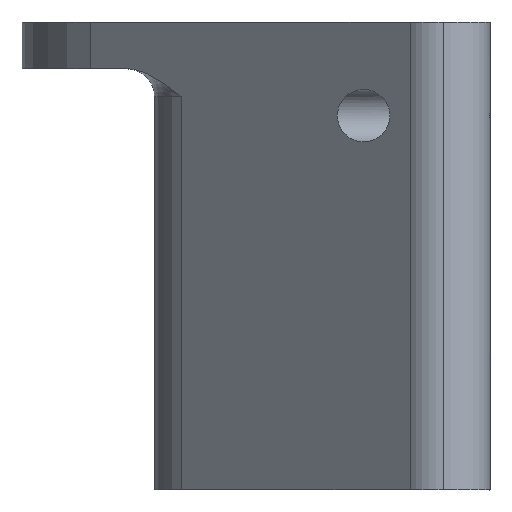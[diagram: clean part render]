
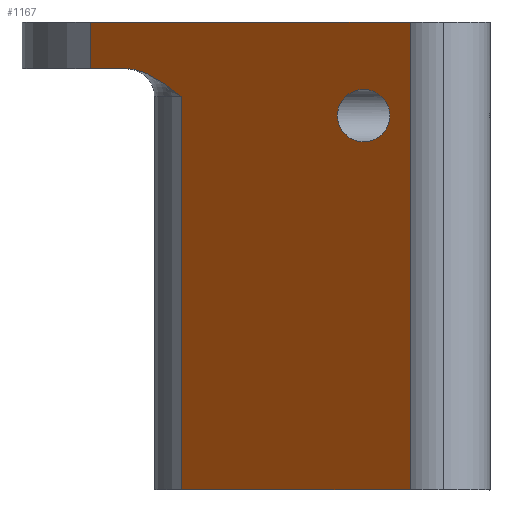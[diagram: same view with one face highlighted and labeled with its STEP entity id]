
A CAD part, left-side view. The second image highlights one B-rep face of the part: STEP entity #1167.
In plain terms, the highlighted planar face has unit normal (-0.707, 0.707, 0).
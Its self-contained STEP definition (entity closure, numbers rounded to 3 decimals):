
#66 = ORIENTED_EDGE ( 'NONE', *, *, #987, .T. ) ;
#116 = CARTESIAN_POINT ( 'NONE',  ( -31.322, 42.678, 24. ) ) ;
#121 = CARTESIAN_POINT ( 'NONE',  ( -41.071, 32.929, -21. ) ) ;
#168 = CARTESIAN_POINT ( 'NONE',  ( -60.5, 13.5, 21.8 ) ) ;
#191 = VERTEX_POINT ( 'NONE', #1085 ) ;
#280 = CARTESIAN_POINT ( 'NONE',  ( -41.071, 32.929, 21. ) ) ;
#301 = CARTESIAN_POINT ( 'NONE',  ( -39.228, 34.772, 22.431 ) ) ;
#306 = LINE ( 'NONE', #116, #1604 ) ;
#326 = ORIENTED_EDGE ( 'NONE', *, *, #673, .T. ) ;
#352 = DIRECTION ( 'NONE',  ( -0.707, -0.707, 0. ) ) ;
#366 = LINE ( 'NONE', #490, #1853 ) ;
#381 = ORIENTED_EDGE ( 'NONE', *, *, #407, .T. ) ;
#407 = EDGE_CURVE ( 'NONE', #931, #1027, #1190, .T. ) ;
#408 = EDGE_LOOP ( 'NONE', ( #751, #326, #486, #66, #381, #1394, #1172 ) ) ;
#433 = FACE_OUTER_BOUND ( 'NONE', #408, .T. ) ;
#435 = CARTESIAN_POINT ( 'NONE',  ( -37.015, 36.985, 23.62 ) ) ;
#440 = PLANE ( 'NONE',  #1893 ) ;
#475 = LINE ( 'NONE', #1589, #1074 ) ;
#486 = ORIENTED_EDGE ( 'NONE', *, *, #1162, .T. ) ;
#490 = CARTESIAN_POINT ( 'NONE',  ( -74., 0., 29. ) ) ;
#507 = CARTESIAN_POINT ( 'NONE',  ( -60.5, 13.5, 16.2 ) ) ;
#518 = VERTEX_POINT ( 'NONE', #707 ) ;
#521 = EDGE_CURVE ( 'NONE', #1420, #1027, #539, .T. ) ;
#535 = ORIENTED_EDGE ( 'NONE', *, *, #1119, .F. ) ;
#539 = LINE ( 'NONE', #886, #1902 ) ;
#589 = CARTESIAN_POINT ( 'NONE',  ( -35.197, 38.803, 24. ) ) ;
#673 = EDGE_CURVE ( 'NONE', #191, #1470, #306, .T. ) ;
#707 = CARTESIAN_POINT ( 'NONE',  ( -65.464, 8.536, 29. ) ) ;
#733 = CARTESIAN_POINT ( 'NONE',  ( -31.322, 42.678, 24. ) ) ;
#739 = EDGE_CURVE ( 'NONE', #1420, #518, #475, .T. ) ;
#751 = ORIENTED_EDGE ( 'NONE', *, *, #1825, .F. ) ;
#783 = CARTESIAN_POINT ( 'NONE',  ( -41.071, 32.929, 21. ) ) ;
#794 = CARTESIAN_POINT ( 'NONE',  ( -54.9, 19.1, 21.8 ) ) ;
#808 = DIRECTION ( 'NONE',  ( 0., 0., 1. ) ) ;
#880 = DIRECTION ( 'NONE',  ( 0.707, -0.707, 0. ) ) ;
#886 = CARTESIAN_POINT ( 'NONE',  ( -74., 0., -21. ) ) ;
#904 = FACE_BOUND ( 'NONE', #1806, .T. ) ;
#931 = VERTEX_POINT ( 'NONE', #280 ) ;
#935 = VECTOR ( 'NONE', #352, 1000. ) ;
#942 = CARTESIAN_POINT ( 'NONE',  ( -60.5, 13.5, 16.2 ) ) ;
#948 = CARTESIAN_POINT ( 'NONE',  ( -60.5, 13.5, 21.8 ) ) ;
#984 = CARTESIAN_POINT ( 'NONE',  ( -60.5, 13.5, 21.8 ) ) ;
#987 = EDGE_CURVE ( 'NONE', #1459, #931, #1859, .T. ) ;
#1027 = VERTEX_POINT ( 'NONE', #121 ) ;
#1074 = VECTOR ( 'NONE', #808, 1000. ) ;
#1077 = CARTESIAN_POINT ( 'NONE',  ( -38.015, 35.985, 23.14 ) ) ;
#1085 = CARTESIAN_POINT ( 'NONE',  ( -31.322, 42.678, 29. ) ) ;
#1086 = CARTESIAN_POINT ( 'NONE',  ( -54.9, 19.1, 16.2 ) ) ;
#1119 = EDGE_CURVE ( 'NONE', #1776, #1863, #1249, .T. ) ;
#1162 = EDGE_CURVE ( 'NONE', #1470, #1459, #1752, .T. ) ;
#1167 = ADVANCED_FACE ( 'NONE', ( #433, #904 ), #440, .F. ) ;
#1172 = ORIENTED_EDGE ( 'NONE', *, *, #739, .T. ) ;
#1184 = CARTESIAN_POINT ( 'NONE',  ( -37.27, 36.73, 23.513 ) ) ;
#1190 = LINE ( 'NONE', #1999, #1865 ) ;
#1212 = CARTESIAN_POINT ( 'NONE',  ( -35.729, 38.271, 24. ) ) ;
#1226 = DIRECTION ( 'NONE',  ( 0., 0., -1. ) ) ;
#1249 =( BOUNDED_CURVE ( )  B_SPLINE_CURVE ( 3, ( #507, #1980, #1293, #948 ),
 .UNSPECIFIED., .F., .T. ) 
 B_SPLINE_CURVE_WITH_KNOTS ( ( 4, 4 ),
 ( 1.571, 4.712 ),
 .UNSPECIFIED. ) 
 CURVE ( )  GEOMETRIC_REPRESENTATION_ITEM ( )  RATIONAL_B_SPLINE_CURVE ( ( 1., 0.333, 0.333, 1. ) ) 
 REPRESENTATION_ITEM ( '' )  );
#1254 = CARTESIAN_POINT ( 'NONE',  ( -60.5, 13.5, 16.2 ) ) ;
#1293 = CARTESIAN_POINT ( 'NONE',  ( -66.1, 7.9, 21.8 ) ) ;
#1339 = ORIENTED_EDGE ( 'NONE', *, *, #1763, .F. ) ;
#1370 = CARTESIAN_POINT ( 'NONE',  ( -35.197, 38.803, 24. ) ) ;
#1373 = DIRECTION ( 'NONE',  ( 0., 0., -1. ) ) ;
#1394 = ORIENTED_EDGE ( 'NONE', *, *, #521, .F. ) ;
#1420 = VERTEX_POINT ( 'NONE', #1472 ) ;
#1459 = VERTEX_POINT ( 'NONE', #1370 ) ;
#1470 = VERTEX_POINT ( 'NONE', #733 ) ;
#1472 = CARTESIAN_POINT ( 'NONE',  ( -65.464, 8.536, -21. ) ) ;
#1589 = CARTESIAN_POINT ( 'NONE',  ( -65.464, 8.536, 0. ) ) ;
#1604 = VECTOR ( 'NONE', #1373, 1000. ) ;
#1669 = DIRECTION ( 'NONE',  ( 0.707, 0.707, 0. ) ) ;
#1679 =( BOUNDED_CURVE ( )  B_SPLINE_CURVE ( 3, ( #168, #794, #1086, #1254 ),
 .UNSPECIFIED., .F., .T. ) 
 B_SPLINE_CURVE_WITH_KNOTS ( ( 4, 4 ),
 ( 4.712, 7.854 ),
 .UNSPECIFIED. ) 
 CURVE ( )  GEOMETRIC_REPRESENTATION_ITEM ( )  RATIONAL_B_SPLINE_CURVE ( ( 1., 0.333, 0.333, 1. ) ) 
 REPRESENTATION_ITEM ( '' )  );
#1680 = CARTESIAN_POINT ( 'NONE',  ( -74., 0., 0. ) ) ;
#1722 = CARTESIAN_POINT ( 'NONE',  ( -40.15, 33.85, 21.713 ) ) ;
#1752 = LINE ( 'NONE', #1914, #935 ) ;
#1763 = EDGE_CURVE ( 'NONE', #1863, #1776, #1679, .T. ) ;
#1776 = VERTEX_POINT ( 'NONE', #942 ) ;
#1796 = DIRECTION ( 'NONE',  ( 0., 0., -1. ) ) ;
#1806 = EDGE_LOOP ( 'NONE', ( #1339, #535 ) ) ;
#1825 = EDGE_CURVE ( 'NONE', #191, #518, #366, .T. ) ;
#1853 = VECTOR ( 'NONE', #1940, 1000. ) ;
#1859 = B_SPLINE_CURVE_WITH_KNOTS ( 'NONE', 3,
 ( #589, #1212, #1964, #435, #1184, #2014, #1077, #301, #1722, #783 ),
 .UNSPECIFIED., .F., .F.,
 ( 4, 2, 2, 2, 4 ),
 ( 0., 0.002, 0.003, 0.004, 0.009 ),
 .UNSPECIFIED. ) ;
#1863 = VERTEX_POINT ( 'NONE', #984 ) ;
#1865 = VECTOR ( 'NONE', #1796, 1000. ) ;
#1893 = AXIS2_PLACEMENT_3D ( 'NONE', #1680, #880, #1226 ) ;
#1902 = VECTOR ( 'NONE', #1669, 1000. ) ;
#1914 = CARTESIAN_POINT ( 'NONE',  ( -74., 0., 24. ) ) ;
#1940 = DIRECTION ( 'NONE',  ( -0.707, -0.707, 0. ) ) ;
#1964 = CARTESIAN_POINT ( 'NONE',  ( -36.248, 37.752, 23.888 ) ) ;
#1980 = CARTESIAN_POINT ( 'NONE',  ( -66.1, 7.9, 16.2 ) ) ;
#1999 = CARTESIAN_POINT ( 'NONE',  ( -41.071, 32.929, 0. ) ) ;
#2014 = CARTESIAN_POINT ( 'NONE',  ( -37.769, 36.231, 23.273 ) ) ;
